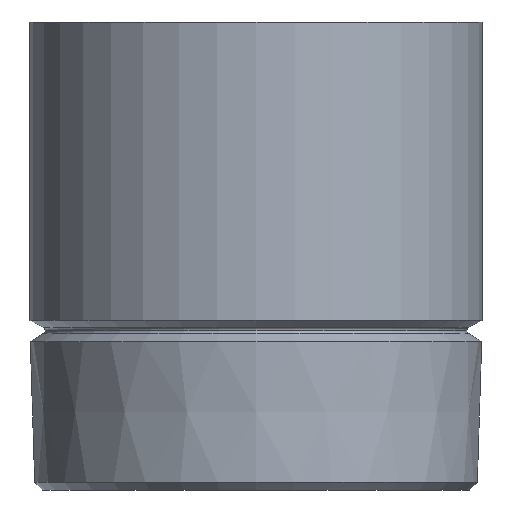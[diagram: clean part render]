
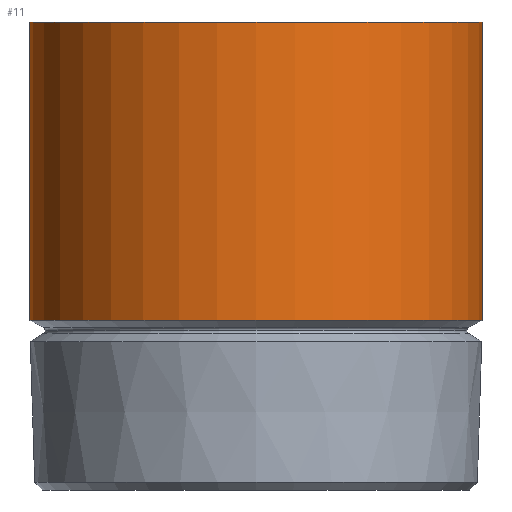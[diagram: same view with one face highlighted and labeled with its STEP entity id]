
A CAD part, front view. The second image highlights one B-rep face of the part: STEP entity #11.
In plain terms, the highlighted cylindrical face has radius 24.15 mm (diameter 48.3 mm), a partial arc.
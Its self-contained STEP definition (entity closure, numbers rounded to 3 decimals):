
#1 = CIRCLE ( 'NONE', #2, 24.15 ) ;
#2 = AXIS2_PLACEMENT_3D ( 'NONE', #3, #5, #6 ) ;
#3 = CARTESIAN_POINT ( 'NONE',  ( 0., 0., -31.865 ) ) ;
#5 = DIRECTION ( 'NONE',  ( 0., 0., -1. ) ) ;
#6 = DIRECTION ( 'NONE',  ( 1., 0., 0. ) ) ;
#11 = ADVANCED_FACE ( 'NONE', ( #113 ), #143, .T. ) ;
#12 = EDGE_LOOP ( 'NONE', ( #162, #163, #165, #166 ) ) ;
#64 = VERTEX_POINT ( 'NONE', #406 ) ;
#68 = VERTEX_POINT ( 'NONE', #393 ) ;
#83 = VERTEX_POINT ( 'NONE', #308 ) ;
#85 = EDGE_CURVE ( 'NONE', #68, #83, #377, .T. ) ;
#112 = CARTESIAN_POINT ( 'NONE',  ( 0., 0., 0. ) ) ;
#113 = FACE_OUTER_BOUND ( 'NONE', #12, .T. ) ;
#117 = EDGE_CURVE ( 'NONE', #64, #118, #297, .T. ) ;
#118 = VERTEX_POINT ( 'NONE', #293 ) ;
#140 = DIRECTION ( 'NONE',  ( 1., 0., 0. ) ) ;
#141 = DIRECTION ( 'NONE',  ( 0., 0., 1. ) ) ;
#142 = AXIS2_PLACEMENT_3D ( 'NONE', #112, #141, #140 ) ;
#143 = CYLINDRICAL_SURFACE ( 'NONE', #142, 24.15 ) ;
#162 = ORIENTED_EDGE ( 'NONE', *, *, #117, .F. ) ;
#163 = ORIENTED_EDGE ( 'NONE', *, *, #164, .F. ) ;
#164 = EDGE_CURVE ( 'NONE', #68, #64, #1, .T. ) ;
#165 = ORIENTED_EDGE ( 'NONE', *, *, #85, .T. ) ;
#166 = ORIENTED_EDGE ( 'NONE', *, *, #167, .F. ) ;
#167 = EDGE_CURVE ( 'NONE', #118, #83, #533, .T. ) ;
#293 = CARTESIAN_POINT ( 'NONE',  ( -24.15, 0., 0. ) ) ;
#294 = DIRECTION ( 'NONE',  ( 0., 0., 1. ) ) ;
#295 = VECTOR ( 'NONE', #294, 1000. ) ;
#296 = CARTESIAN_POINT ( 'NONE',  ( -24.15, 0., 0. ) ) ;
#297 = LINE ( 'NONE', #296, #295 ) ;
#308 = CARTESIAN_POINT ( 'NONE',  ( 24.15, 0., 0. ) ) ;
#374 = DIRECTION ( 'NONE',  ( 0., 0., 1. ) ) ;
#375 = VECTOR ( 'NONE', #374, 1000. ) ;
#376 = CARTESIAN_POINT ( 'NONE',  ( 24.15, 0., 0. ) ) ;
#377 = LINE ( 'NONE', #376, #375 ) ;
#393 = CARTESIAN_POINT ( 'NONE',  ( 24.15, 0., -31.865 ) ) ;
#406 = CARTESIAN_POINT ( 'NONE',  ( -24.15, 0., -31.865 ) ) ;
#491 = DIRECTION ( 'NONE',  ( 0., 0., 1. ) ) ;
#505 = CARTESIAN_POINT ( 'NONE',  ( 0., 0., 0. ) ) ;
#506 = AXIS2_PLACEMENT_3D ( 'NONE', #505, #491, #551 ) ;
#533 = CIRCLE ( 'NONE', #506, 24.15 ) ;
#551 = DIRECTION ( 'NONE',  ( 1., 0., 0. ) ) ;
